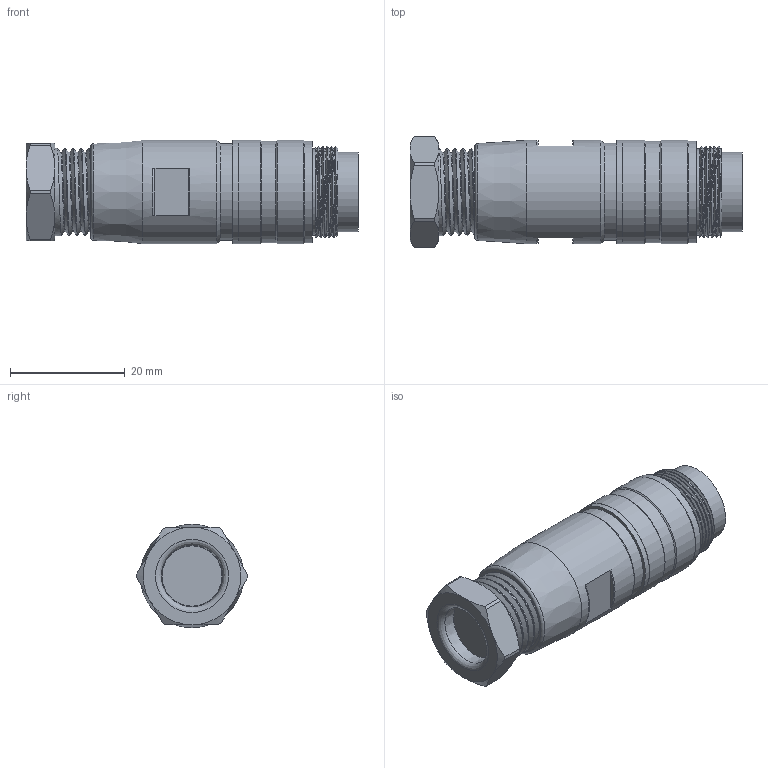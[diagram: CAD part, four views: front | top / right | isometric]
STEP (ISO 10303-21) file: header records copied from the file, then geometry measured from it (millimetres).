
FILE_DESCRIPTION(/* description */ (''),/* implementation_level */ '2;1');
FILE_NAME(/* name */ 'c091 31h007 101 2nxc001-01.stp',/* time_stamp */ '2019-07-08T14:05:25+02:00',/* author */ (''),/* organization */ (''),/* preprocessor_version */ 'ST-DEVELOPER v16.7',/* originating_system */ 'SIEMENS PLM Software NX 12.0',/* authorisation */ '');
FILE_SCHEMA (('AUTOMOTIVE_DESIGN { 1 0 10303 214 3 1 1 1 }'));
Length unit declared in the file: millimetre
Products named in the file (1): c091 31h007 101 2nxc001-01
Bounding box: 57.8 x 19.3 x 18 mm (x, y, z)
Volume: 12009.7 mm3; surface area: 4684.2 mm2
Topology: 1 solids, 1 shells, 158 faces, 379 edges, 243 vertices
Faces by surface type: plane 48, cylinder 48, bspline 34, cone 25, torus 3
Full cylindrical faces by diameter (mm): 1.475 x7, 1.5 x7, 1.82 x7, 13.8 x1, 15 x1, 16.9 x1, 17.6 x2, 17.96 x1, 18 x3
Entity records: 6375 total; most frequent: CARTESIAN_POINT 3013, DIRECTION 593, ORIENTED_EDGE 554, EDGE_CURVE 277, AXIS2_PLACEMENT_3D 268, EDGE_LOOP 251, VERTEX_POINT 210, FACE_BOUND 178
